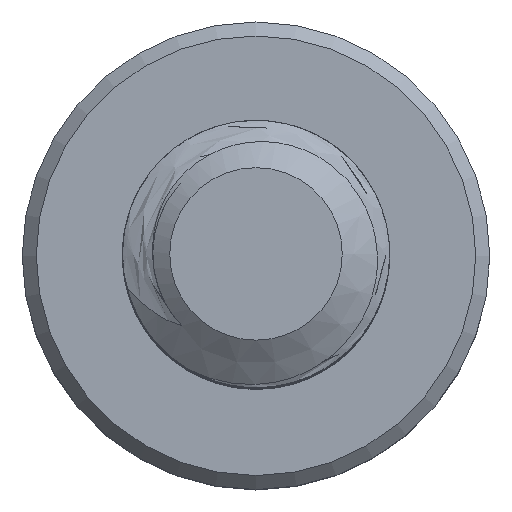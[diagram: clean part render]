
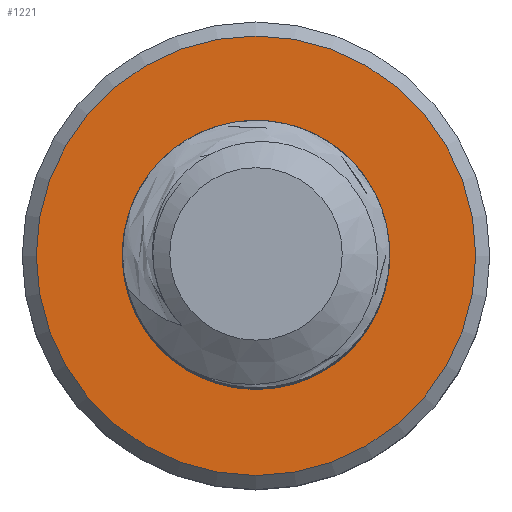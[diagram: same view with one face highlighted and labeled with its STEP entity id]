
A CAD part, top view. The second image highlights one B-rep face of the part: STEP entity #1221.
In plain terms, the highlighted planar face has unit normal (0, 0, 1).
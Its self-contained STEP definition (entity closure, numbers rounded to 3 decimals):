
#24=FACE_BOUND('',#180,.T.);
#27=PLANE('',#1324);
#109=FACE_OUTER_BOUND('',#179,.T.);
#179=EDGE_LOOP('',(#1074,#1075));
#180=EDGE_LOOP('',(#1076,#1077));
#194=CIRCLE('',#1249,2.);
#195=CIRCLE('',#1250,2.);
#201=CIRCLE('',#1301,3.29);
#202=CIRCLE('',#1302,3.29);
#439=VERTEX_POINT('',#1629);
#440=VERTEX_POINT('',#1631);
#534=VERTEX_POINT('',#4974);
#535=VERTEX_POINT('',#4976);
#561=EDGE_CURVE('',#439,#440,#194,.T.);
#562=EDGE_CURVE('',#440,#439,#195,.T.);
#701=EDGE_CURVE('',#535,#534,#201,.T.);
#702=EDGE_CURVE('',#534,#535,#202,.T.);
#1074=ORIENTED_EDGE('',*,*,#701,.T.);
#1075=ORIENTED_EDGE('',*,*,#702,.T.);
#1076=ORIENTED_EDGE('',*,*,#562,.F.);
#1077=ORIENTED_EDGE('',*,*,#561,.F.);
#1221=ADVANCED_FACE('',(#109,#24),#27,.F.);
#1249=AXIS2_PLACEMENT_3D('',#1632,#1349,#1350);
#1250=AXIS2_PLACEMENT_3D('',#1633,#1351,#1352);
#1301=AXIS2_PLACEMENT_3D('',#4977,#1497,#1498);
#1302=AXIS2_PLACEMENT_3D('',#4978,#1499,#1500);
#1324=AXIS2_PLACEMENT_3D('',#6323,#1546,#1547);
#1349=DIRECTION('center_axis',(0.,0.,1.));
#1350=DIRECTION('ref_axis',(1.,0.,0.));
#1351=DIRECTION('center_axis',(0.,0.,1.));
#1352=DIRECTION('ref_axis',(1.,0.,0.));
#1497=DIRECTION('center_axis',(0.,0.,1.));
#1498=DIRECTION('ref_axis',(-1.,0.,0.));
#1499=DIRECTION('center_axis',(0.,0.,1.));
#1500=DIRECTION('ref_axis',(-1.,0.,0.));
#1546=DIRECTION('center_axis',(0.,0.,-1.));
#1547=DIRECTION('ref_axis',(-1.,0.,0.));
#1629=CARTESIAN_POINT('',(-2.,0.,-16.));
#1631=CARTESIAN_POINT('',(2.,0.,-16.));
#1632=CARTESIAN_POINT('Origin',(0.,0.,-16.));
#1633=CARTESIAN_POINT('Origin',(0.,0.,-16.));
#4974=CARTESIAN_POINT('',(3.29,0.,-16.));
#4976=CARTESIAN_POINT('',(-3.29,0.,-16.));
#4977=CARTESIAN_POINT('Origin',(0.,0.,-16.));
#4978=CARTESIAN_POINT('Origin',(0.,0.,-16.));
#6323=CARTESIAN_POINT('Origin',(0.,0.,-16.));
